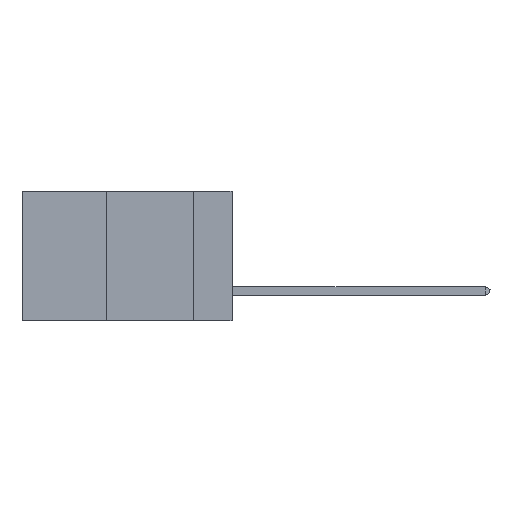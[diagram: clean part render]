
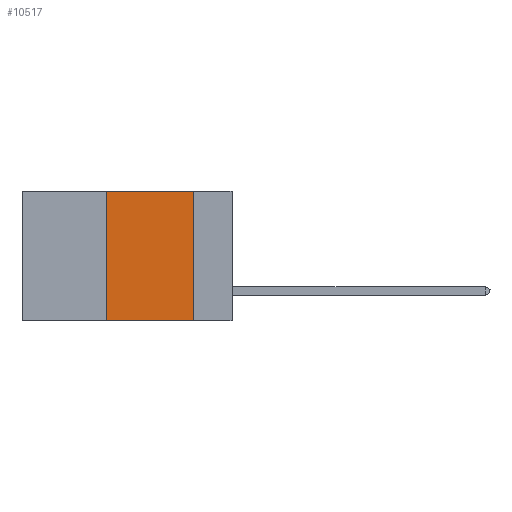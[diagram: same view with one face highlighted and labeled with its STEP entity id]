
A CAD part, left-side view. The second image highlights one B-rep face of the part: STEP entity #10517.
In plain terms, the highlighted planar face has unit normal (-1, 0, 0).
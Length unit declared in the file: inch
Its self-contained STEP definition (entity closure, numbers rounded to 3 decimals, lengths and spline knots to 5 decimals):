
#1678 = EDGE_LOOP ( 'NONE', ( #7615, #8322, #28977, #28573 ) ) ;
#1868 = VERTEX_POINT ( 'NONE', #32152 ) ;
#2134 = CARTESIAN_POINT ( 'NONE',  ( 0., 0.11, 0. ) ) ;
#2777 = CARTESIAN_POINT ( 'NONE',  ( 0., 0.36, -0.37 ) ) ;
#2799 = PLANE ( 'NONE',  #8757 ) ;
#3119 = DIRECTION ( 'NONE',  ( 0., 0., -1. ) ) ;
#3505 = LINE ( 'NONE', #26432, #13766 ) ;
#4427 = VERTEX_POINT ( 'NONE', #2777 ) ;
#6870 = CARTESIAN_POINT ( 'NONE',  ( 0., 0.6, 0. ) ) ;
#7615 = ORIENTED_EDGE ( 'NONE', *, *, #12969, .F. ) ;
#8145 = VECTOR ( 'NONE', #25360, 39.37008 ) ;
#8322 = ORIENTED_EDGE ( 'NONE', *, *, #29024, .F. ) ;
#8487 = EDGE_CURVE ( 'NONE', #4427, #10472, #27902, .T. ) ;
#8757 = AXIS2_PLACEMENT_3D ( 'NONE', #13056, #20714, #3119 ) ;
#9641 = DIRECTION ( 'NONE',  ( 0., -1., 0. ) ) ;
#10472 = VERTEX_POINT ( 'NONE', #28424 ) ;
#10517 = ADVANCED_FACE ( 'NONE', ( #28142 ), #2799, .F. ) ;
#11364 = DIRECTION ( 'NONE',  ( 0., 0., -1. ) ) ;
#12969 = EDGE_CURVE ( 'NONE', #31694, #1868, #3505, .T. ) ;
#13056 = CARTESIAN_POINT ( 'NONE',  ( 0., 0.6, 0. ) ) ;
#13766 = VECTOR ( 'NONE', #11364, 39.37008 ) ;
#16870 = CARTESIAN_POINT ( 'NONE',  ( 0., 0.6, -0.37 ) ) ;
#17048 = DIRECTION ( 'NONE',  ( 0., -1., 0. ) ) ;
#17650 = LINE ( 'NONE', #16870, #18431 ) ;
#18431 = VECTOR ( 'NONE', #9641, 39.37008 ) ;
#20355 = LINE ( 'NONE', #6870, #24326 ) ;
#20714 = DIRECTION ( 'NONE',  ( 1., 0., 0. ) ) ;
#24326 = VECTOR ( 'NONE', #17048, 39.37008 ) ;
#25360 = DIRECTION ( 'NONE',  ( 0., 0., 1. ) ) ;
#26432 = CARTESIAN_POINT ( 'NONE',  ( 0., 0.11, 0. ) ) ;
#27902 = LINE ( 'NONE', #28094, #8145 ) ;
#28094 = CARTESIAN_POINT ( 'NONE',  ( 0., 0.36, 0. ) ) ;
#28142 = FACE_OUTER_BOUND ( 'NONE', #1678, .T. ) ;
#28249 = EDGE_CURVE ( 'NONE', #4427, #1868, #17650, .T. ) ;
#28424 = CARTESIAN_POINT ( 'NONE',  ( 0., 0.36, 0. ) ) ;
#28573 = ORIENTED_EDGE ( 'NONE', *, *, #28249, .T. ) ;
#28977 = ORIENTED_EDGE ( 'NONE', *, *, #8487, .F. ) ;
#29024 = EDGE_CURVE ( 'NONE', #10472, #31694, #20355, .T. ) ;
#31694 = VERTEX_POINT ( 'NONE', #2134 ) ;
#32152 = CARTESIAN_POINT ( 'NONE',  ( 0., 0.11, -0.37 ) ) ;
